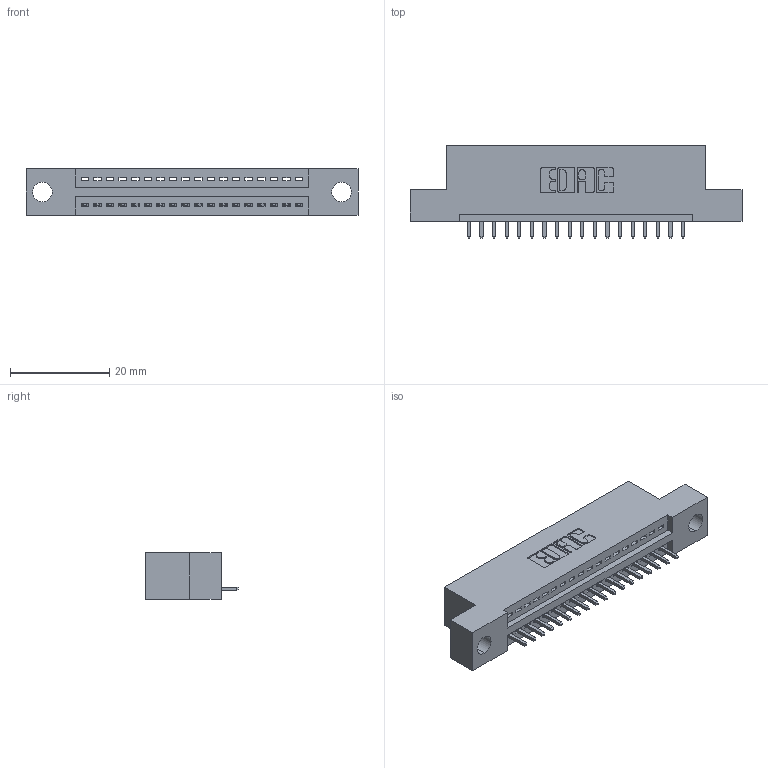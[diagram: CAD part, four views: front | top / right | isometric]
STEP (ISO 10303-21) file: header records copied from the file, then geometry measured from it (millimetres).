
FILE_DESCRIPTION (( 'STEP AP203' ), '1' );
FILE_NAME ('395-018-521-104.STEP', '2018-11-07T00:07:48', ( '' ), ( '' ), 'SwSTEP 2.0', 'SolidWorks 2016', '' );
FILE_SCHEMA (( 'CONFIG_CONTROL_DESIGN' ));
Length unit declared in the file: inch
Products named in the file (3): 395-018-521-104; 345 Part_Flush Mounting Lugs - 0.156 Dia-TH; 345-292-001_345-293-121
Assembly tree (19 placements, depth 2):
  395-018-521-104
    345 Part_Flush Mounting Lugs - 0.156 Dia-TH
    345-292-001_345-293-121  x18
Bounding box: 66.93 x 18.72 x 9.4 mm (x, y, z)
Volume: 6021.3 mm3; surface area: 7284.1 mm2
Topology: 19 solids, 19 shells, 1170 faces, 3509 edges, 2314 vertices
Faces by surface type: plane 800, cylinder 370
Entity records: 16799 total; most frequent: CARTESIAN_POINT 2918, ORIENTED_EDGE 2870, DIRECTION 2583, EDGE_CURVE 1435, VECTOR 1231, LINE 1231, VERTEX_POINT 954, AXIS2_PLACEMENT_3D 676
